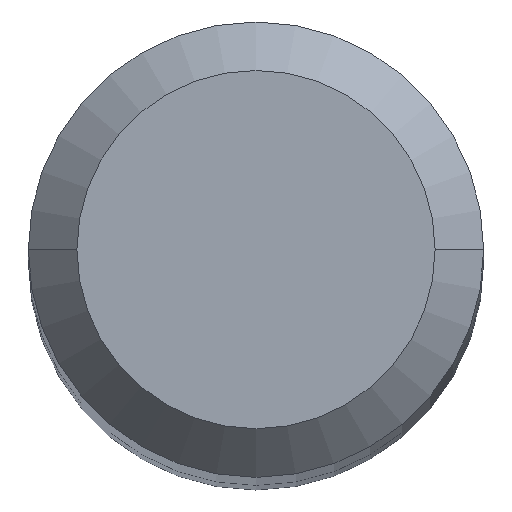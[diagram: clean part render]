
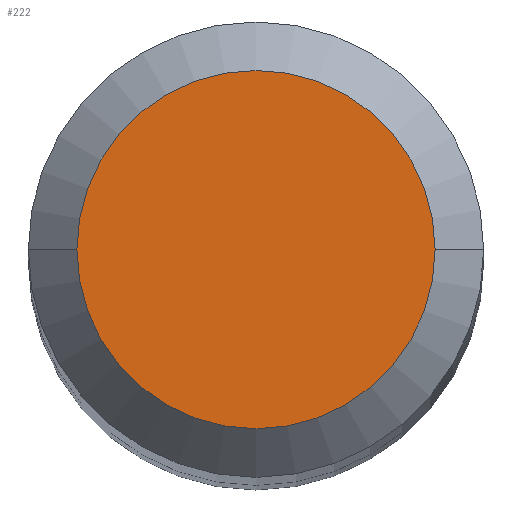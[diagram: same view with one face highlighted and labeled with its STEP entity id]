
A CAD part, top view. The second image highlights one B-rep face of the part: STEP entity #222.
In plain terms, the highlighted planar face has unit normal (0, 0, 1).
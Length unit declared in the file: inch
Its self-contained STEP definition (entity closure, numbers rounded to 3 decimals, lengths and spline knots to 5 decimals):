
#10 = FACE_OUTER_BOUND ( 'NONE', #381, .T. ) ;
#30 = CIRCLE ( 'NONE', #148, 0.07375 ) ;
#31 = DIRECTION ( 'NONE',  ( 1., 0., 0. ) ) ;
#35 = ORIENTED_EDGE ( 'NONE', *, *, #157, .T. ) ;
#58 = DIRECTION ( 'NONE',  ( 1., 0., 0. ) ) ;
#67 = CARTESIAN_POINT ( 'NONE',  ( 0., 0.07375, 0. ) ) ;
#72 = CIRCLE ( 'NONE', #119, 0.07375 ) ;
#82 = EDGE_CURVE ( 'NONE', #357, #88, #30, .T. ) ;
#88 = VERTEX_POINT ( 'NONE', #184 ) ;
#91 = ORIENTED_EDGE ( 'NONE', *, *, #82, .T. ) ;
#119 = AXIS2_PLACEMENT_3D ( 'NONE', #190, #161, #31 ) ;
#126 = DIRECTION ( 'NONE',  ( -1., 0., 0. ) ) ;
#133 = PLANE ( 'NONE',  #340 ) ;
#148 = AXIS2_PLACEMENT_3D ( 'NONE', #384, #245, #58 ) ;
#157 = EDGE_CURVE ( 'NONE', #88, #357, #72, .T. ) ;
#161 = DIRECTION ( 'NONE',  ( 0., 0., 1. ) ) ;
#184 = CARTESIAN_POINT ( 'NONE',  ( 0.07375, 0., 0. ) ) ;
#190 = CARTESIAN_POINT ( 'NONE',  ( 0., 0., 0. ) ) ;
#222 = ADVANCED_FACE ( 'NONE', ( #10 ), #133, .F. ) ;
#245 = DIRECTION ( 'NONE',  ( 0., 0., 1. ) ) ;
#285 = DIRECTION ( 'NONE',  ( 0., 0., -1. ) ) ;
#296 = CARTESIAN_POINT ( 'NONE',  ( -0.07375, 0., 0. ) ) ;
#340 = AXIS2_PLACEMENT_3D ( 'NONE', #67, #285, #126 ) ;
#357 = VERTEX_POINT ( 'NONE', #296 ) ;
#381 = EDGE_LOOP ( 'NONE', ( #91, #35 ) ) ;
#384 = CARTESIAN_POINT ( 'NONE',  ( 0., 0., 0. ) ) ;
